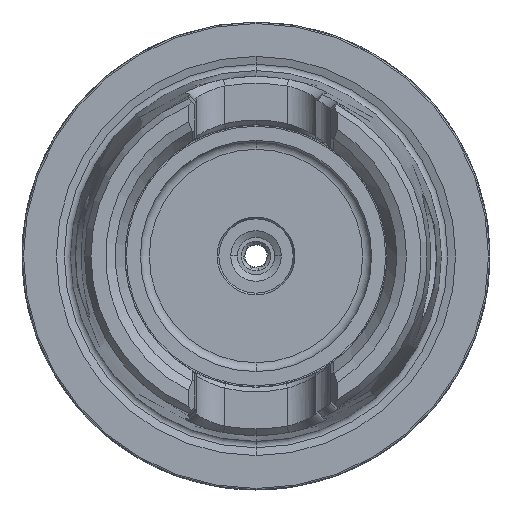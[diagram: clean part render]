
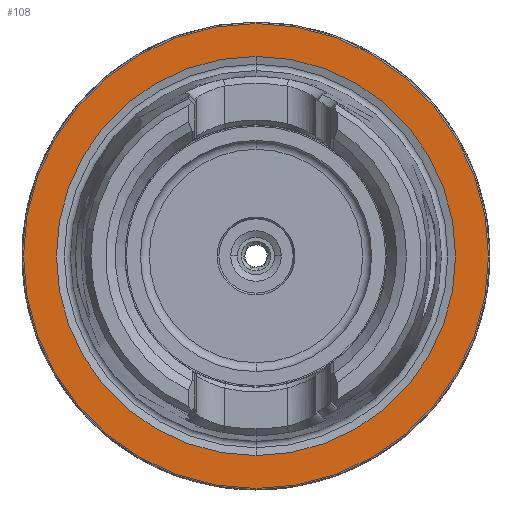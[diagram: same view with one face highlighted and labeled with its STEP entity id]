
A CAD part, left-side view. The second image highlights one B-rep face of the part: STEP entity #108.
In plain terms, the highlighted planar face has unit normal (-1, 0, 0).
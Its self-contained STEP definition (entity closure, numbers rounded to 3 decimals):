
#108 = ADVANCED_FACE ( 'NONE', ( #7764, #2552 ), #6738, .F. ) ;
#422 = EDGE_LOOP ( 'NONE', ( #5310, #12666 ) ) ;
#546 = AXIS2_PLACEMENT_3D ( 'NONE', #6279, #6303, #1686 ) ;
#1073 = CARTESIAN_POINT ( 'NONE',  ( 0., 0., 0. ) ) ;
#1112 = CIRCLE ( 'NONE', #12533, 26.85 ) ;
#1415 = AXIS2_PLACEMENT_3D ( 'NONE', #2688, #9571, #3674 ) ;
#1686 = DIRECTION ( 'NONE',  ( 0., 0., -1. ) ) ;
#2075 = DIRECTION ( 'NONE',  ( 0., 0., 1. ) ) ;
#2207 = EDGE_CURVE ( 'NONE', #3956, #9440, #1112, .T. ) ;
#2321 = EDGE_LOOP ( 'NONE', ( #8557, #9126 ) ) ;
#2552 = FACE_OUTER_BOUND ( 'NONE', #2321, .T. ) ;
#2614 = CARTESIAN_POINT ( 'NONE',  ( 0., 0., -26.85 ) ) ;
#2688 = CARTESIAN_POINT ( 'NONE',  ( 0., 0., 0. ) ) ;
#3621 = CARTESIAN_POINT ( 'NONE',  ( 0., 0., 26.85 ) ) ;
#3674 = DIRECTION ( 'NONE',  ( 0., 0., 1. ) ) ;
#3956 = VERTEX_POINT ( 'NONE', #2614 ) ;
#4099 = CARTESIAN_POINT ( 'NONE',  ( 0., 0., 0. ) ) ;
#5086 = DIRECTION ( 'NONE',  ( 0., 0., 1. ) ) ;
#5310 = ORIENTED_EDGE ( 'NONE', *, *, #9565, .F. ) ;
#5950 = CIRCLE ( 'NONE', #1415, 31.275 ) ;
#6228 = EDGE_CURVE ( 'NONE', #7267, #7307, #5950, .T. ) ;
#6279 = CARTESIAN_POINT ( 'NONE',  ( 0., 31.275, 0. ) ) ;
#6303 = DIRECTION ( 'NONE',  ( 1., 0., 0. ) ) ;
#6738 = PLANE ( 'NONE',  #546 ) ;
#7267 = VERTEX_POINT ( 'NONE', #9623 ) ;
#7307 = VERTEX_POINT ( 'NONE', #8649 ) ;
#7367 = DIRECTION ( 'NONE',  ( -1., 0., 0. ) ) ;
#7562 = CIRCLE ( 'NONE', #10808, 31.275 ) ;
#7764 = FACE_BOUND ( 'NONE', #422, .T. ) ;
#7955 = DIRECTION ( 'NONE',  ( -1., 0., 0. ) ) ;
#8402 = DIRECTION ( 'NONE',  ( 0., 0., 1. ) ) ;
#8557 = ORIENTED_EDGE ( 'NONE', *, *, #11471, .T. ) ;
#8649 = CARTESIAN_POINT ( 'NONE',  ( 0., 0., 31.275 ) ) ;
#9126 = ORIENTED_EDGE ( 'NONE', *, *, #6228, .T. ) ;
#9440 = VERTEX_POINT ( 'NONE', #3621 ) ;
#9565 = EDGE_CURVE ( 'NONE', #9440, #3956, #11484, .T. ) ;
#9571 = DIRECTION ( 'NONE',  ( -1., 0., 0. ) ) ;
#9623 = CARTESIAN_POINT ( 'NONE',  ( 0., 0., -31.275 ) ) ;
#10808 = AXIS2_PLACEMENT_3D ( 'NONE', #1073, #7955, #2075 ) ;
#11010 = DIRECTION ( 'NONE',  ( -1., 0., 0. ) ) ;
#11364 = AXIS2_PLACEMENT_3D ( 'NONE', #4099, #11010, #5086 ) ;
#11471 = EDGE_CURVE ( 'NONE', #7307, #7267, #7562, .T. ) ;
#11484 = CIRCLE ( 'NONE', #11364, 26.85 ) ;
#12533 = AXIS2_PLACEMENT_3D ( 'NONE', #12733, #7367, #8402 ) ;
#12666 = ORIENTED_EDGE ( 'NONE', *, *, #2207, .F. ) ;
#12733 = CARTESIAN_POINT ( 'NONE',  ( 0., 0., 0. ) ) ;
